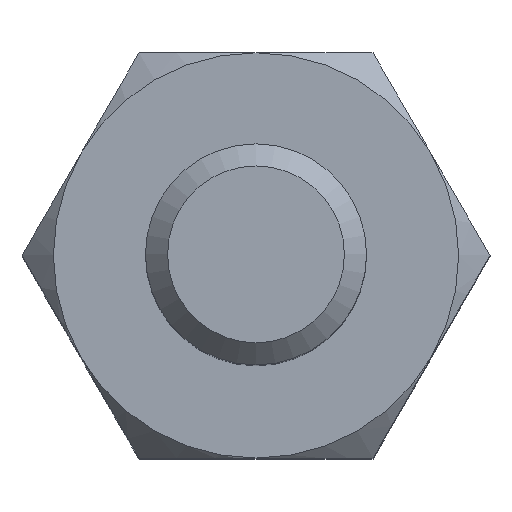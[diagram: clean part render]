
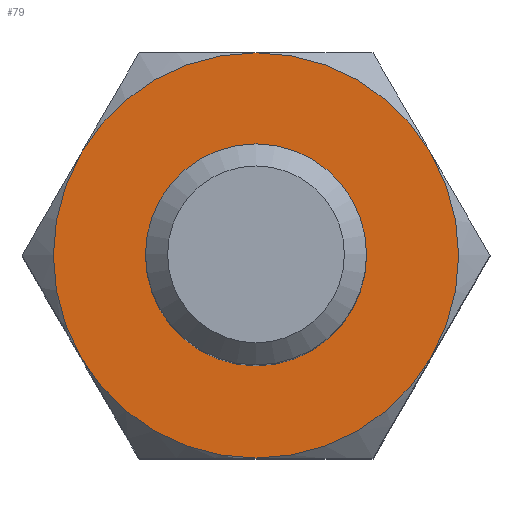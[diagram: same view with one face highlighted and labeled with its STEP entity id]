
A CAD part, top view. The second image highlights one B-rep face of the part: STEP entity #79.
In plain terms, the highlighted planar face has unit normal (0, 0, 1).
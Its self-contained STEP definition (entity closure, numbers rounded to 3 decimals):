
#79 = ADVANCED_FACE( '', ( #174, #175 ), #176, .F. );
#174 = FACE_BOUND( '', #286, .T. );
#175 = FACE_OUTER_BOUND( '', #287, .T. );
#176 = PLANE( '', #288 );
#286 = EDGE_LOOP( '', ( #438 ) );
#287 = EDGE_LOOP( '', ( #439, #440, #441, #442, #443, #444 ) );
#288 = AXIS2_PLACEMENT_3D( '', #445, #446, #447 );
#438 = ORIENTED_EDGE( '', *, *, #605, .T. );
#439 = ORIENTED_EDGE( '', *, *, #610, .T. );
#440 = ORIENTED_EDGE( '', *, *, #627, .T. );
#441 = ORIENTED_EDGE( '', *, *, #595, .T. );
#442 = ORIENTED_EDGE( '', *, *, #628, .T. );
#443 = ORIENTED_EDGE( '', *, *, #591, .T. );
#444 = ORIENTED_EDGE( '', *, *, #629, .T. );
#445 = CARTESIAN_POINT( '', ( 0., 0., 0. ) );
#446 = DIRECTION( '', ( 0., 0., -1. ) );
#447 = DIRECTION( '', ( -1., 0., 0. ) );
#591 = EDGE_CURVE( '', #677, #681, #683, .F. );
#595 = EDGE_CURVE( '', #685, #688, #690, .F. );
#605 = EDGE_CURVE( '', #704, #704, #705, .T. );
#610 = EDGE_CURVE( '', #709, #712, #714, .F. );
#627 = EDGE_CURVE( '', #712, #685, #738, .F. );
#628 = EDGE_CURVE( '', #688, #677, #739, .F. );
#629 = EDGE_CURVE( '', #681, #709, #740, .T. );
#677 = VERTEX_POINT( '', #810 );
#681 = VERTEX_POINT( '', #826 );
#683 = CIRCLE( '', #835, 2.75 );
#685 = VERTEX_POINT( '', #837 );
#688 = VERTEX_POINT( '', #847 );
#690 = CIRCLE( '', #856, 2.75 );
#704 = VERTEX_POINT( '', #888 );
#705 = CIRCLE( '', #889, 1.3 );
#709 = VERTEX_POINT( '', #893 );
#712 = VERTEX_POINT( '', #901 );
#714 = CIRCLE( '', #910, 2.75 );
#738 = CIRCLE( '', #960, 2.75 );
#739 = CIRCLE( '', #961, 2.75 );
#740 = CIRCLE( '', #962, 2.75 );
#810 = CARTESIAN_POINT( '', ( 2.382, 1.375, 0. ) );
#826 = CARTESIAN_POINT( '', ( 0., 2.75, 0. ) );
#835 = AXIS2_PLACEMENT_3D( '', #1065, #1066, #1067 );
#837 = CARTESIAN_POINT( '', ( 0., -2.75, 0. ) );
#847 = CARTESIAN_POINT( '', ( 2.382, -1.375, 0. ) );
#856 = AXIS2_PLACEMENT_3D( '', #1068, #1069, #1070 );
#888 = CARTESIAN_POINT( '', ( -1.3, 0., 0. ) );
#889 = AXIS2_PLACEMENT_3D( '', #1078, #1079, #1080 );
#893 = CARTESIAN_POINT( '', ( -2.382, 1.375, 0. ) );
#901 = CARTESIAN_POINT( '', ( -2.382, -1.375, 0. ) );
#910 = AXIS2_PLACEMENT_3D( '', #1084, #1085, #1086 );
#960 = AXIS2_PLACEMENT_3D( '', #1105, #1106, #1107 );
#961 = AXIS2_PLACEMENT_3D( '', #1108, #1109, #1110 );
#962 = AXIS2_PLACEMENT_3D( '', #1111, #1112, #1113 );
#1065 = CARTESIAN_POINT( '', ( 0., 0., 0. ) );
#1066 = DIRECTION( '', ( 0., 0., -1. ) );
#1067 = DIRECTION( '', ( -1., 0., 0. ) );
#1068 = CARTESIAN_POINT( '', ( 0., 0., 0. ) );
#1069 = DIRECTION( '', ( 0., 0., -1. ) );
#1070 = DIRECTION( '', ( -1., 0., 0. ) );
#1078 = CARTESIAN_POINT( '', ( 0., 0., 0. ) );
#1079 = DIRECTION( '', ( 0., 0., -1. ) );
#1080 = DIRECTION( '', ( -1., 0., 0. ) );
#1084 = CARTESIAN_POINT( '', ( 0., 0., 0. ) );
#1085 = DIRECTION( '', ( 0., 0., -1. ) );
#1086 = DIRECTION( '', ( -1., 0., 0. ) );
#1105 = CARTESIAN_POINT( '', ( 0., 0., 0. ) );
#1106 = DIRECTION( '', ( 0., 0., -1. ) );
#1107 = DIRECTION( '', ( -1., 0., 0. ) );
#1108 = CARTESIAN_POINT( '', ( 0., 0., 0. ) );
#1109 = DIRECTION( '', ( 0., 0., -1. ) );
#1110 = DIRECTION( '', ( -1., 0., 0. ) );
#1111 = CARTESIAN_POINT( '', ( 0., 0., 0. ) );
#1112 = DIRECTION( '', ( 0., 0., 1. ) );
#1113 = DIRECTION( '', ( 1., 0., 0. ) );
